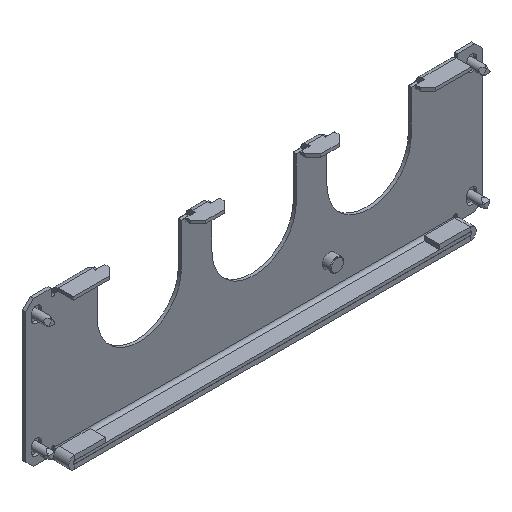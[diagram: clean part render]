
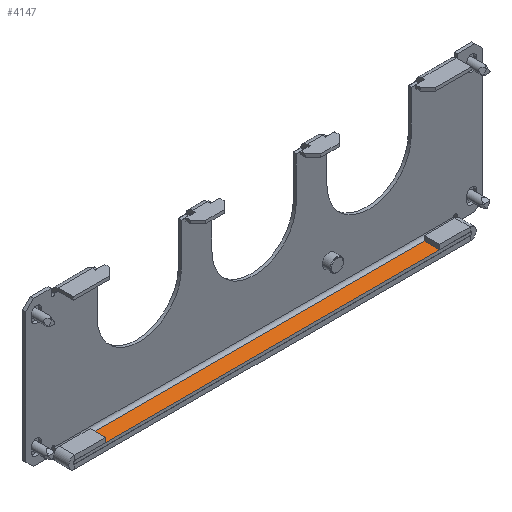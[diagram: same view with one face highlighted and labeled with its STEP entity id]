
A CAD part, isometric view. The second image highlights one B-rep face of the part: STEP entity #4147.
In plain terms, the highlighted planar face has unit normal (0, 0, 1).
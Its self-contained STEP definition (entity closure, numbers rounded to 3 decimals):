
#8 = CARTESIAN_POINT ( 'NONE',  ( -130., -4., -45.5 ) ) ;
#556 = VECTOR ( 'NONE', #5520, 1000. ) ;
#597 = VECTOR ( 'NONE', #1581, 1000. ) ;
#693 = EDGE_CURVE ( 'NONE', #2516, #4012, #3322, .T. ) ;
#844 = EDGE_CURVE ( 'NONE', #5052, #5454, #4931, .T. ) ;
#886 = EDGE_LOOP ( 'NONE', ( #3699, #1148, #3586, #1992 ) ) ;
#1135 = AXIS2_PLACEMENT_3D ( 'NONE', #1570, #1545, #5343 ) ;
#1148 = ORIENTED_EDGE ( 'NONE', *, *, #6386, .F. ) ;
#1388 = DIRECTION ( 'NONE',  ( -1., 0., 0. ) ) ;
#1424 = CARTESIAN_POINT ( 'NONE',  ( -130., -4., -45.5 ) ) ;
#1545 = DIRECTION ( 'NONE',  ( 0., 0., 1. ) ) ;
#1570 = CARTESIAN_POINT ( 'NONE',  ( 0., 0., -45.5 ) ) ;
#1581 = DIRECTION ( 'NONE',  ( 1., 0., 0. ) ) ;
#1992 = ORIENTED_EDGE ( 'NONE', *, *, #6116, .F. ) ;
#2368 = CARTESIAN_POINT ( 'NONE',  ( 130., -14., -45.5 ) ) ;
#2516 = VERTEX_POINT ( 'NONE', #4966 ) ;
#2892 = CARTESIAN_POINT ( 'NONE',  ( -130., -14., -45.5 ) ) ;
#3279 = LINE ( 'NONE', #8, #597 ) ;
#3322 = LINE ( 'NONE', #6444, #556 ) ;
#3341 = CARTESIAN_POINT ( 'NONE',  ( 130., -14., -45.5 ) ) ;
#3402 = VECTOR ( 'NONE', #4514, 1000. ) ;
#3586 = ORIENTED_EDGE ( 'NONE', *, *, #693, .F. ) ;
#3622 = VECTOR ( 'NONE', #1388, 1000. ) ;
#3699 = ORIENTED_EDGE ( 'NONE', *, *, #844, .F. ) ;
#3808 = FACE_OUTER_BOUND ( 'NONE', #886, .T. ) ;
#4012 = VERTEX_POINT ( 'NONE', #1424 ) ;
#4147 = ADVANCED_FACE ( 'NONE', ( #3808 ), #4799, .T. ) ;
#4514 = DIRECTION ( 'NONE',  ( 0., -1., 0. ) ) ;
#4799 = PLANE ( 'NONE',  #1135 ) ;
#4931 = LINE ( 'NONE', #3341, #3402 ) ;
#4966 = CARTESIAN_POINT ( 'NONE',  ( -130., -14., -45.5 ) ) ;
#5052 = VERTEX_POINT ( 'NONE', #6096 ) ;
#5343 = DIRECTION ( 'NONE',  ( 0., -1., 0. ) ) ;
#5454 = VERTEX_POINT ( 'NONE', #2368 ) ;
#5520 = DIRECTION ( 'NONE',  ( 0., 1., 0. ) ) ;
#5907 = LINE ( 'NONE', #2892, #3622 ) ;
#6096 = CARTESIAN_POINT ( 'NONE',  ( 130., -4., -45.5 ) ) ;
#6116 = EDGE_CURVE ( 'NONE', #5454, #2516, #5907, .T. ) ;
#6386 = EDGE_CURVE ( 'NONE', #4012, #5052, #3279, .T. ) ;
#6444 = CARTESIAN_POINT ( 'NONE',  ( -130., -2., -45.5 ) ) ;
